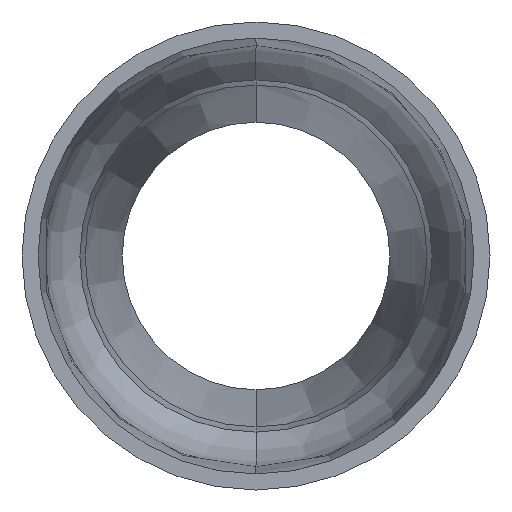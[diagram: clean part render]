
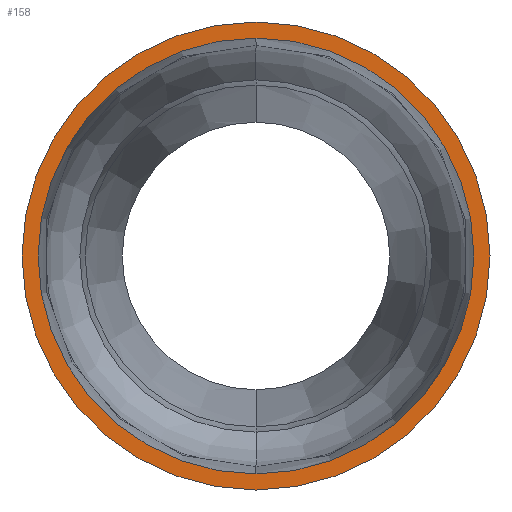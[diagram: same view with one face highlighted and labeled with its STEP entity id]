
A CAD part, left-side view. The second image highlights one B-rep face of the part: STEP entity #158.
In plain terms, the highlighted planar face has unit normal (-1, 0, 0).
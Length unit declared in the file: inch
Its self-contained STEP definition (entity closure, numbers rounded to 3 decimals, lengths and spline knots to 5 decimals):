
#21 = EDGE_LOOP ( 'NONE', ( #595, #608 ) ) ;
#52 = CIRCLE ( 'NONE', #498, 0.875 ) ;
#57 = DIRECTION ( 'NONE',  ( -1., 0., 0. ) ) ;
#60 = AXIS2_PLACEMENT_3D ( 'NONE', #354, #410, #464 ) ;
#97 = CARTESIAN_POINT ( 'NONE',  ( -10., 0., -0.875 ) ) ;
#124 = AXIS2_PLACEMENT_3D ( 'NONE', #138, #57, #140 ) ;
#129 = VERTEX_POINT ( 'NONE', #403 ) ;
#138 = CARTESIAN_POINT ( 'NONE',  ( -10., 0.815, 0. ) ) ;
#140 = DIRECTION ( 'NONE',  ( 0., 0., 1. ) ) ;
#150 = ORIENTED_EDGE ( 'NONE', *, *, #482, .F. ) ;
#158 = ADVANCED_FACE ( 'NONE', ( #460, #181 ), #546, .T. ) ;
#181 = FACE_OUTER_BOUND ( 'NONE', #682, .T. ) ;
#309 = DIRECTION ( 'NONE',  ( 1., 0., 0. ) ) ;
#310 = DIRECTION ( 'NONE',  ( 0., 0., -1. ) ) ;
#337 = CARTESIAN_POINT ( 'NONE',  ( -10., 0., 0. ) ) ;
#350 = CARTESIAN_POINT ( 'NONE',  ( -10., 0., 0.815 ) ) ;
#352 = CARTESIAN_POINT ( 'NONE',  ( -10., 0., 0. ) ) ;
#354 = CARTESIAN_POINT ( 'NONE',  ( -10., 0., 0. ) ) ;
#355 = AXIS2_PLACEMENT_3D ( 'NONE', #337, #414, #527 ) ;
#367 = VERTEX_POINT ( 'NONE', #626 ) ;
#400 = CIRCLE ( 'NONE', #355, 0.815 ) ;
#402 = CARTESIAN_POINT ( 'NONE',  ( -10., 0., 0. ) ) ;
#403 = CARTESIAN_POINT ( 'NONE',  ( -10., 0., -0.815 ) ) ;
#407 = AXIS2_PLACEMENT_3D ( 'NONE', #402, #579, #588 ) ;
#410 = DIRECTION ( 'NONE',  ( 1., 0., 0. ) ) ;
#414 = DIRECTION ( 'NONE',  ( 1., 0., 0. ) ) ;
#445 = CIRCLE ( 'NONE', #407, 0.875 ) ;
#460 = FACE_BOUND ( 'NONE', #21, .T. ) ;
#464 = DIRECTION ( 'NONE',  ( 0., 0., -1. ) ) ;
#478 = EDGE_CURVE ( 'NONE', #129, #676, #400, .T. ) ;
#481 = ORIENTED_EDGE ( 'NONE', *, *, #712, .F. ) ;
#482 = EDGE_CURVE ( 'NONE', #552, #367, #445, .T. ) ;
#498 = AXIS2_PLACEMENT_3D ( 'NONE', #352, #309, #310 ) ;
#527 = DIRECTION ( 'NONE',  ( 0., 0., -1. ) ) ;
#546 = PLANE ( 'NONE',  #124 ) ;
#552 = VERTEX_POINT ( 'NONE', #97 ) ;
#579 = DIRECTION ( 'NONE',  ( 1., 0., 0. ) ) ;
#588 = DIRECTION ( 'NONE',  ( 0., 0., -1. ) ) ;
#595 = ORIENTED_EDGE ( 'NONE', *, *, #719, .T. ) ;
#608 = ORIENTED_EDGE ( 'NONE', *, *, #478, .T. ) ;
#626 = CARTESIAN_POINT ( 'NONE',  ( -10., 0., 0.875 ) ) ;
#631 = CIRCLE ( 'NONE', #60, 0.815 ) ;
#676 = VERTEX_POINT ( 'NONE', #350 ) ;
#682 = EDGE_LOOP ( 'NONE', ( #150, #481 ) ) ;
#712 = EDGE_CURVE ( 'NONE', #367, #552, #52, .T. ) ;
#719 = EDGE_CURVE ( 'NONE', #676, #129, #631, .T. ) ;
